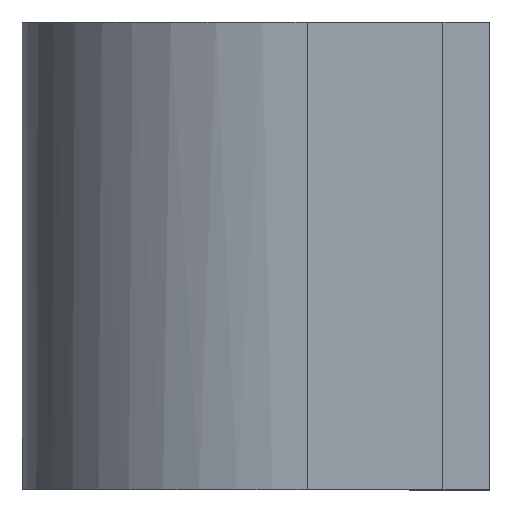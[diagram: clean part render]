
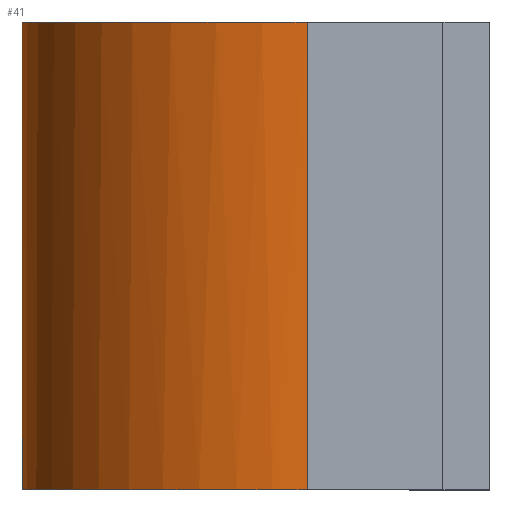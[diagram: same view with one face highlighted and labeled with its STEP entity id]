
A CAD part, left-side view. The second image highlights one B-rep face of the part: STEP entity #41.
In plain terms, the highlighted free-form (B-spline) face has degree [2, 1] with [9, 2] control points.
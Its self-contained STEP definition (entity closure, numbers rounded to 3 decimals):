
#41=ADVANCED_FACE('',(#67),#445,.T.);
#67=FACE_OUTER_BOUND('',#97,.T.);
#97=EDGE_LOOP('',(#229,#230,#231,#232));
#229=ORIENTED_EDGE('',*,*,#309,.T.);
#230=ORIENTED_EDGE('',*,*,#269,.T.);
#231=ORIENTED_EDGE('',*,*,#310,.T.);
#232=ORIENTED_EDGE('',*,*,#278,.F.);
#269=EDGE_CURVE('',#431,#432,#361,.T.);
#278=EDGE_CURVE('',#435,#436,#370,.T.);
#309=EDGE_CURVE('',#435,#431,#333,.T.);
#310=EDGE_CURVE('',#432,#436,#334,.T.);
#333=(
BOUNDED_CURVE()
B_SPLINE_CURVE(2,(#917,#918,#919,#920,#921),.UNSPECIFIED.,.F.,.F.)
B_SPLINE_CURVE_WITH_KNOTS((3,2,3),(0.,19.164,38.327),
 .UNSPECIFIED.)
CURVE()
GEOMETRIC_REPRESENTATION_ITEM()
RATIONAL_B_SPLINE_CURVE((1.,0.707,1.,0.707,1.))
REPRESENTATION_ITEM('')
);
#334=(
BOUNDED_CURVE()
B_SPLINE_CURVE(2,(#922,#923,#924,#925,#926),.UNSPECIFIED.,.F.,.F.)
B_SPLINE_CURVE_WITH_KNOTS((3,2,3),(-38.327,-19.164,
0.),.UNSPECIFIED.)
CURVE()
GEOMETRIC_REPRESENTATION_ITEM()
RATIONAL_B_SPLINE_CURVE((1.,0.707,1.,0.707,1.))
REPRESENTATION_ITEM('')
);
#361=B_SPLINE_CURVE_WITH_KNOTS('',1,(#817,#818),.UNSPECIFIED.,.F.,.F.,(2,
2),(0.,20.),.UNSPECIFIED.);
#370=B_SPLINE_CURVE_WITH_KNOTS('',1,(#839,#840),.UNSPECIFIED.,.F.,.F.,(2,
2),(0.,20.),.UNSPECIFIED.);
#431=VERTEX_POINT('',#759);
#432=VERTEX_POINT('',#760);
#435=VERTEX_POINT('',#763);
#436=VERTEX_POINT('',#764);
#445=(
BOUNDED_SURFACE()
B_SPLINE_SURFACE(2,1,((#679,#680),(#681,#682),(#683,#684),(#685,#686),(#687,
#688),(#689,#690),(#691,#692),(#693,#694),(#695,#696)),.UNSPECIFIED.,.T.,
 .F.,.F.)
B_SPLINE_SURFACE_WITH_KNOTS((3,2,2,2,3),(2,2),(0.,1.571,3.142,
4.712,6.283),(0.,24.002),.UNSPECIFIED.)
GEOMETRIC_REPRESENTATION_ITEM()
RATIONAL_B_SPLINE_SURFACE(((1.,1.),(0.707,0.707),
(1.,1.),(0.707,0.707),(1.,1.),(0.707,
0.707),(1.,1.),(0.707,0.707),(1.,1.)))
REPRESENTATION_ITEM('')
SURFACE()
);
#679=CARTESIAN_POINT('',(0.,-4.4,-2.001));
#680=CARTESIAN_POINT('',(0.,-4.4,22.001));
#681=CARTESIAN_POINT('',(12.2,-4.4,-2.001));
#682=CARTESIAN_POINT('',(12.2,-4.4,22.001));
#683=CARTESIAN_POINT('',(12.2,7.8,-2.001));
#684=CARTESIAN_POINT('',(12.2,7.8,22.001));
#685=CARTESIAN_POINT('',(12.2,20.,-2.001));
#686=CARTESIAN_POINT('',(12.2,20.,22.001));
#687=CARTESIAN_POINT('',(0.,20.,-2.001));
#688=CARTESIAN_POINT('',(0.,20.,22.001));
#689=CARTESIAN_POINT('',(-12.2,20.,-2.001));
#690=CARTESIAN_POINT('',(-12.2,20.,22.001));
#691=CARTESIAN_POINT('',(-12.2,7.8,-2.001));
#692=CARTESIAN_POINT('',(-12.2,7.8,22.001));
#693=CARTESIAN_POINT('',(-12.2,-4.4,-2.001));
#694=CARTESIAN_POINT('',(-12.2,-4.4,22.001));
#695=CARTESIAN_POINT('',(0.,-4.4,-2.001));
#696=CARTESIAN_POINT('',(0.,-4.4,22.001));
#759=CARTESIAN_POINT('',(-12.2,7.8,0.));
#760=CARTESIAN_POINT('',(-12.2,7.8,20.));
#763=CARTESIAN_POINT('',(12.2,7.8,0.));
#764=CARTESIAN_POINT('',(12.2,7.8,20.));
#817=CARTESIAN_POINT('',(-12.2,7.8,0.));
#818=CARTESIAN_POINT('',(-12.2,7.8,20.));
#839=CARTESIAN_POINT('',(12.2,7.8,0.));
#840=CARTESIAN_POINT('',(12.2,7.8,20.));
#917=CARTESIAN_POINT('',(12.2,7.8,0.));
#918=CARTESIAN_POINT('',(12.2,20.,0.));
#919=CARTESIAN_POINT('',(0.,20.,0.));
#920=CARTESIAN_POINT('',(-12.2,20.,0.));
#921=CARTESIAN_POINT('',(-12.2,7.8,0.));
#922=CARTESIAN_POINT('',(-12.2,7.8,20.));
#923=CARTESIAN_POINT('',(-12.2,20.,20.));
#924=CARTESIAN_POINT('',(0.,20.,20.));
#925=CARTESIAN_POINT('',(12.2,20.,20.));
#926=CARTESIAN_POINT('',(12.2,7.8,20.));
